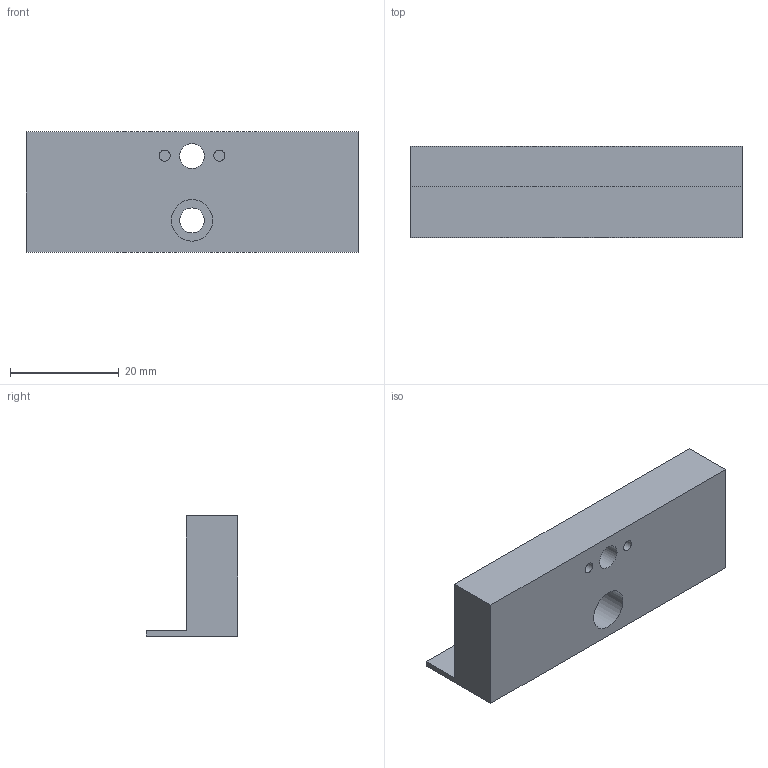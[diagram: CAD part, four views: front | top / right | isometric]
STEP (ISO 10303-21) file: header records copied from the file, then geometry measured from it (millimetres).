
FILE_DESCRIPTION(/* description */ (''),/* implementation_level */ '2;1');
FILE_NAME(/* name */ 'VA100CPtoPolarisAdapter.stp',/* time_stamp */ '2025-03-11T13:15:40-05:00',/* author */ ('monolithic'),/* organization */ (''),/* preprocessor_version */ 'ST-DEVELOPER v20',/* originating_system */ 'Autodesk Inventor 2024',/* authorisation */ '');
FILE_SCHEMA (('AUTOMOTIVE_DESIGN { 1 0 10303 214 3 1 1 }'));
Length unit declared in the file: inch
Products named in the file (1): VA100CPtoPolarisAdapter
Bounding box: 60.96 x 16.76 x 22.09 mm (x, y, z)
Volume: 12512.3 mm3; surface area: 5513.2 mm2
Topology: 1 solids, 1 shells, 16 faces, 52 edges, 60 vertices
Faces by surface type: plane 11, cylinder 5
Full cylindrical faces by diameter (mm): 2.022 x2, 4.572 x2, 7.62 x1
Entity records: 569 total; most frequent: CARTESIAN_POINT 110, DIRECTION 81, ORIENTED_EDGE 66, EDGE_CURVE 33, AXIS2_PLACEMENT_3D 29, EDGE_LOOP 23, LINE 23, VECTOR 23
